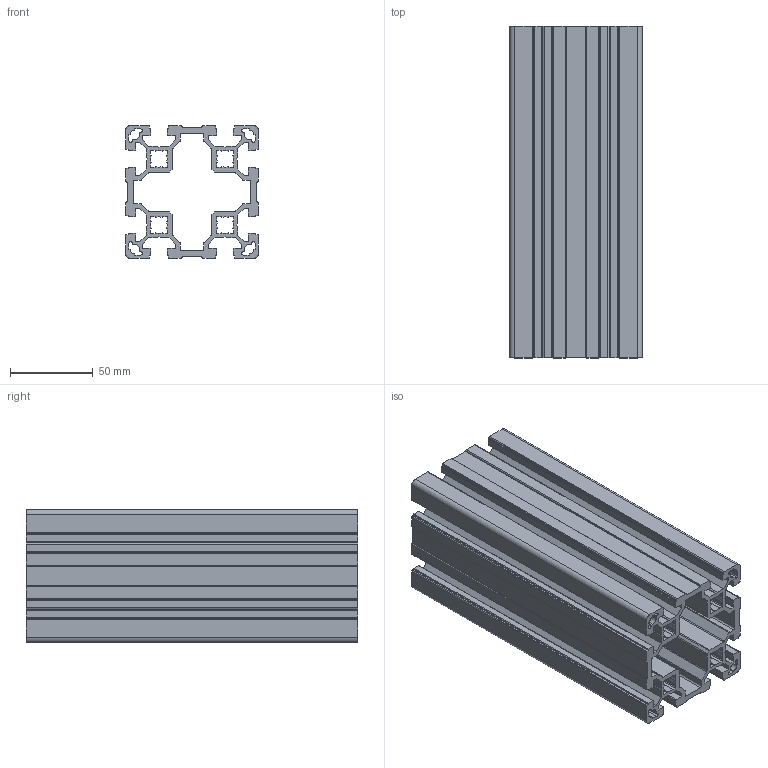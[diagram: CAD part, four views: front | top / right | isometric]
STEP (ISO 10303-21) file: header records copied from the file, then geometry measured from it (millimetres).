
FILE_DESCRIPTION(/* description */ ('Aluminiumprofil 80x80L'),/* implementation_level */ '2;1');
FILE_NAME(/* name */ 'Syskomp 411993133 Aluminiumprofil 80x80L.stp',/* time_stamp */ '2017-02-06T13:23:45+01:00',/* author */ ('wheldmann'),/* organization */ (''),/* preprocessor_version */ 'ST-DEVELOPER v16.1',/* originating_system */ 'Autodesk Inventor 2016',/* authorisation */ ' ');
FILE_SCHEMA (('AUTOMOTIVE_DESIGN { 1 0 10303 214 3 1 1 }'));
Length unit declared in the file: millimetre
Products named in the file (1): 411993133 Aluminiumprofil 80x80L - 200
Bounding box: 80 x 200 x 80 mm (x, y, z)
Volume: 368953.7 mm3; surface area: 239896.9 mm2
Topology: 1 solids, 1 shells, 426 faces, 1272 edges, 848 vertices
Faces by surface type: plane 286, cylinder 140
Entity records: 14356 total; most frequent: CARTESIAN_POINT 2547, ORIENTED_EDGE 2544, DIRECTION 2406, EDGE_CURVE 1272, LINE 992, VECTOR 992, VERTEX_POINT 848, AXIS2_PLACEMENT_3D 707
